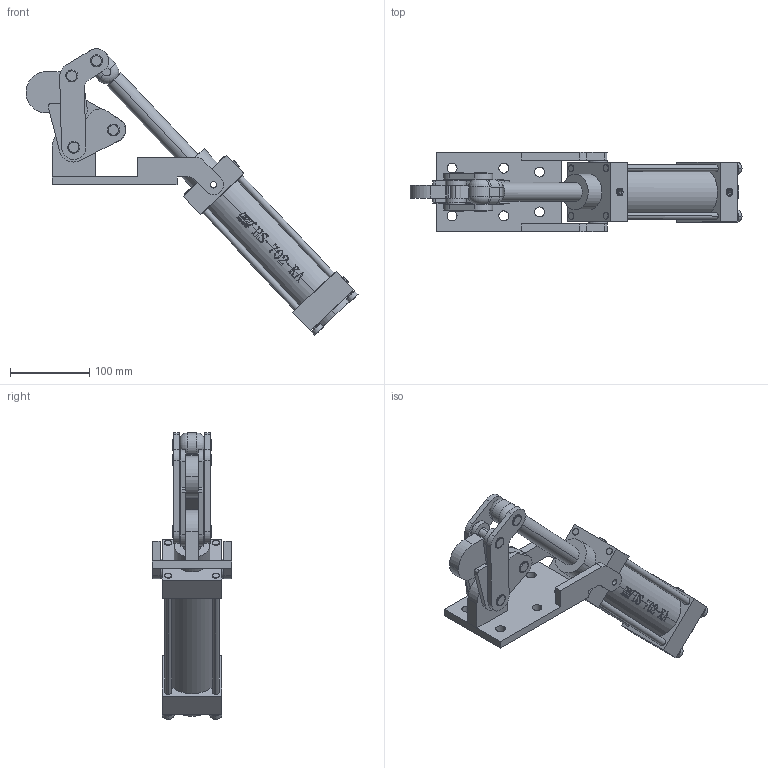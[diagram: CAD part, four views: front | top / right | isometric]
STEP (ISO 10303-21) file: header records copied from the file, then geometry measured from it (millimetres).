
FILE_DESCRIPTION (( 'STEP AP203' ), '1' );
FILE_NAME ('HS-702-KA 装配体.STEP', '2018-12-07T08:49:07', ( 'PCOS' ), ( '微软中国' ), 'SwSTEP 2.0', 'SolidWorks 2012', '' );
FILE_SCHEMA (( 'CONFIG_CONTROL_DESIGN' ));
Length unit declared in the file: millimetre
Products named in the file (13): HS-702-KA 蚾饜极; 釱; 蚐詰; 揤參; 种粣; 种2; 种1; 忒梟; 忒參; 蟀裝; 菜え; 菁釱; 盓殤
Assembly tree (21 placements, depth 2):
  HS-702-KA 蚾饜极
    盓殤
    菁釱
    菜え  x4
    蟀裝  x2
    忒參
    忒梟  x2
    种1  x2
    种2  x3
    种粣  x2
    揤參
    蚐詰
    釱
Bounding box: 417.75 x 100 x 360.6 mm (x, y, z)
Volume: 1632026.8 mm3; surface area: 269087.8 mm2
Topology: 22 solids, 22 shells, 755 faces, 1947 edges, 1284 vertices
Faces by surface type: plane 344, cylinder 254, bspline 133, torus 24
Entity records: 27851 total; most frequent: CARTESIAN_POINT 10463, ORIENTED_EDGE 3504, DIRECTION 2891, EDGE_CURVE 1752, VERTEX_POINT 1158, AXIS2_PLACEMENT_3D 969, LINE 953, VECTOR 953
